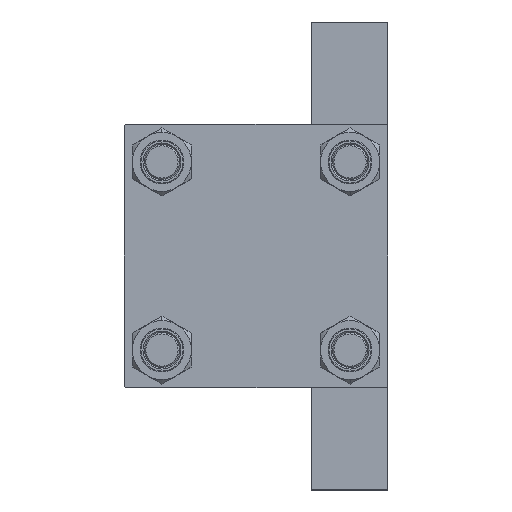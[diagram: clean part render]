
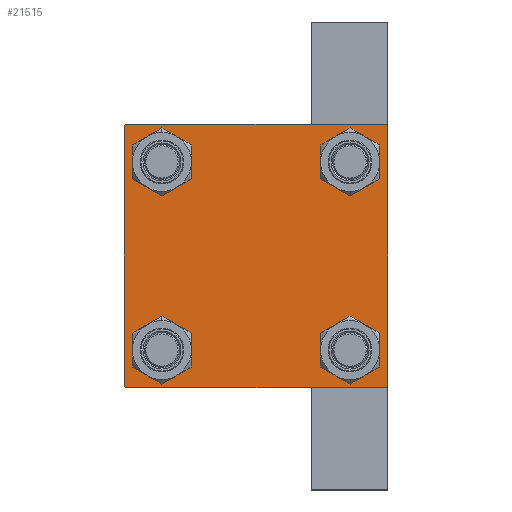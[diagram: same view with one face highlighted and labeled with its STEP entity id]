
A CAD part, left-side view. The second image highlights one B-rep face of the part: STEP entity #21515.
In plain terms, the highlighted planar face has unit normal (-1, 0, 0).
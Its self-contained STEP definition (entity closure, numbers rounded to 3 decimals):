
#51 = CARTESIAN_POINT ( 'NONE',  ( 0., 45., 45. ) ) ;
#1174 = DIRECTION ( 'NONE',  ( 0., 0., 1. ) ) ;
#1625 = DIRECTION ( 'NONE',  ( 0., -0.707, -0.707 ) ) ;
#1628 = VERTEX_POINT ( 'NONE', #20738 ) ;
#1724 = CARTESIAN_POINT ( 'NONE',  ( 0., 44.5, 45. ) ) ;
#1972 = EDGE_CURVE ( 'NONE', #43524, #3171, #35165, .T. ) ;
#2254 = LINE ( 'NONE', #36273, #10181 ) ;
#2388 = VERTEX_POINT ( 'NONE', #31262 ) ;
#2412 = CARTESIAN_POINT ( 'NONE',  ( 0., 44.5, -45. ) ) ;
#2817 = ORIENTED_EDGE ( 'NONE', *, *, #42668, .T. ) ;
#3171 = VERTEX_POINT ( 'NONE', #2412 ) ;
#3239 = CARTESIAN_POINT ( 'NONE',  ( 0., 32.15, -25.65 ) ) ;
#3535 = CIRCLE ( 'NONE', #30915, 6.5 ) ;
#4345 = AXIS2_PLACEMENT_3D ( 'NONE', #22332, #28729, #21856 ) ;
#5468 = LINE ( 'NONE', #20375, #13076 ) ;
#5939 = AXIS2_PLACEMENT_3D ( 'NONE', #30967, #23378, #23127 ) ;
#6914 = FACE_BOUND ( 'NONE', #22383, .T. ) ;
#7048 = CARTESIAN_POINT ( 'NONE',  ( 0., 45., 44.5 ) ) ;
#7244 = ORIENTED_EDGE ( 'NONE', *, *, #21927, .T. ) ;
#7907 = VERTEX_POINT ( 'NONE', #27209 ) ;
#9890 = DIRECTION ( 'NONE',  ( 1., 0., 0. ) ) ;
#10181 = VECTOR ( 'NONE', #16698, 1000. ) ;
#10354 = FACE_OUTER_BOUND ( 'NONE', #21514, .T. ) ;
#10431 = VERTEX_POINT ( 'NONE', #3239 ) ;
#10575 = LINE ( 'NONE', #51, #19246 ) ;
#11289 = DIRECTION ( 'NONE',  ( 0., -1., 0. ) ) ;
#11384 = CARTESIAN_POINT ( 'NONE',  ( 0., -32.15, -32.15 ) ) ;
#11392 = VERTEX_POINT ( 'NONE', #42468 ) ;
#11687 = DIRECTION ( 'NONE',  ( 1., 0., 0. ) ) ;
#11926 = CARTESIAN_POINT ( 'NONE',  ( 0., 32.15, 32.15 ) ) ;
#11964 = EDGE_CURVE ( 'NONE', #34768, #36344, #3535, .T. ) ;
#12083 = CARTESIAN_POINT ( 'NONE',  ( 0., -45., 45. ) ) ;
#12132 = CARTESIAN_POINT ( 'NONE',  ( 0., 44.75, -44.75 ) ) ;
#12341 = DIRECTION ( 'NONE',  ( 0., 0., -1. ) ) ;
#12702 = CIRCLE ( 'NONE', #22859, 6.5 ) ;
#12873 = ORIENTED_EDGE ( 'NONE', *, *, #1972, .T. ) ;
#12919 = ORIENTED_EDGE ( 'NONE', *, *, #14002, .T. ) ;
#13064 = CIRCLE ( 'NONE', #13828, 6.5 ) ;
#13076 = VECTOR ( 'NONE', #15733, 1000. ) ;
#13416 = CARTESIAN_POINT ( 'NONE',  ( 0., 45., -45. ) ) ;
#13656 = LINE ( 'NONE', #13416, #22085 ) ;
#13681 = DIRECTION ( 'NONE',  ( 0., 0.707, 0.707 ) ) ;
#13809 = DIRECTION ( 'NONE',  ( 0., 0., 1. ) ) ;
#13828 = AXIS2_PLACEMENT_3D ( 'NONE', #11384, #14352, #40541 ) ;
#13900 = DIRECTION ( 'NONE',  ( 0., -1., 0. ) ) ;
#14002 = EDGE_CURVE ( 'NONE', #7907, #10431, #48209, .T. ) ;
#14352 = DIRECTION ( 'NONE',  ( 1., 0., 0. ) ) ;
#14795 = VERTEX_POINT ( 'NONE', #22466 ) ;
#15120 = EDGE_CURVE ( 'NONE', #11392, #43882, #13064, .T. ) ;
#15379 = CARTESIAN_POINT ( 'NONE',  ( 0., 32.15, 38.65 ) ) ;
#15494 = VERTEX_POINT ( 'NONE', #1724 ) ;
#15678 = VERTEX_POINT ( 'NONE', #7048 ) ;
#15733 = DIRECTION ( 'NONE',  ( 0., 0.707, -0.707 ) ) ;
#16659 = ORIENTED_EDGE ( 'NONE', *, *, #26797, .F. ) ;
#16698 = DIRECTION ( 'NONE',  ( 0., 0., -1. ) ) ;
#16997 = AXIS2_PLACEMENT_3D ( 'NONE', #23292, #38967, #46066 ) ;
#17314 = DIRECTION ( 'NONE',  ( 0., 0., 1. ) ) ;
#18013 = VERTEX_POINT ( 'NONE', #23658 ) ;
#18346 = EDGE_LOOP ( 'NONE', ( #47361, #48106 ) ) ;
#19246 = VECTOR ( 'NONE', #11289, 1000. ) ;
#20043 = CARTESIAN_POINT ( 'NONE',  ( 0., -32.15, 32.15 ) ) ;
#20375 = CARTESIAN_POINT ( 'NONE',  ( 0., 44.75, 44.75 ) ) ;
#20603 = ORIENTED_EDGE ( 'NONE', *, *, #44905, .T. ) ;
#20738 = CARTESIAN_POINT ( 'NONE',  ( 0., -45., -44.5 ) ) ;
#21514 = EDGE_LOOP ( 'NONE', ( #26837, #12873, #35155, #2817, #40653, #45532, #16659, #28464 ) ) ;
#21515 = ADVANCED_FACE ( 'NONE', ( #6914, #21615, #32898, #43906, #10354 ), #47822, .T. ) ;
#21615 = FACE_BOUND ( 'NONE', #18346, .T. ) ;
#21631 = EDGE_LOOP ( 'NONE', ( #36646, #35506 ) ) ;
#21856 = DIRECTION ( 'NONE',  ( 0., 0., 1. ) ) ;
#21908 = LINE ( 'NONE', #40525, #42341 ) ;
#21927 = EDGE_CURVE ( 'NONE', #10431, #7907, #41891, .T. ) ;
#22085 = VECTOR ( 'NONE', #13900, 1000. ) ;
#22332 = CARTESIAN_POINT ( 'NONE',  ( 0., 0., 0. ) ) ;
#22383 = EDGE_LOOP ( 'NONE', ( #41064, #20603 ) ) ;
#22415 = AXIS2_PLACEMENT_3D ( 'NONE', #11926, #11687, #1174 ) ;
#22466 = CARTESIAN_POINT ( 'NONE',  ( 0., -45., 44.5 ) ) ;
#22859 = AXIS2_PLACEMENT_3D ( 'NONE', #40329, #29075, #17314 ) ;
#23127 = DIRECTION ( 'NONE',  ( 0., 0., 1. ) ) ;
#23292 = CARTESIAN_POINT ( 'NONE',  ( 0., 32.15, 32.15 ) ) ;
#23293 = EDGE_CURVE ( 'NONE', #43882, #11392, #28682, .T. ) ;
#23378 = DIRECTION ( 'NONE',  ( 1., 0., 0. ) ) ;
#23658 = CARTESIAN_POINT ( 'NONE',  ( 0., 32.15, 25.65 ) ) ;
#23683 = EDGE_CURVE ( 'NONE', #43852, #18013, #36510, .T. ) ;
#23892 = EDGE_CURVE ( 'NONE', #15494, #15678, #5468, .T. ) ;
#24303 = CARTESIAN_POINT ( 'NONE',  ( 0., -32.15, -32.15 ) ) ;
#24518 = VECTOR ( 'NONE', #12341, 1000. ) ;
#25951 = EDGE_CURVE ( 'NONE', #18013, #43852, #38828, .T. ) ;
#26021 = VECTOR ( 'NONE', #1625, 1000. ) ;
#26797 = EDGE_CURVE ( 'NONE', #15494, #47417, #10575, .T. ) ;
#26837 = ORIENTED_EDGE ( 'NONE', *, *, #35616, .T. ) ;
#27209 = CARTESIAN_POINT ( 'NONE',  ( 0., 32.15, -38.65 ) ) ;
#28464 = ORIENTED_EDGE ( 'NONE', *, *, #23892, .T. ) ;
#28682 = CIRCLE ( 'NONE', #29454, 6.5 ) ;
#28729 = DIRECTION ( 'NONE',  ( -1., 0., 0. ) ) ;
#29075 = DIRECTION ( 'NONE',  ( 1., 0., 0. ) ) ;
#29168 = DIRECTION ( 'NONE',  ( 0., 0., 1. ) ) ;
#29454 = AXIS2_PLACEMENT_3D ( 'NONE', #24303, #39238, #29168 ) ;
#30089 = CARTESIAN_POINT ( 'NONE',  ( 0., -32.15, -38.65 ) ) ;
#30603 = CARTESIAN_POINT ( 'NONE',  ( 0., -32.15, 38.65 ) ) ;
#30678 = EDGE_CURVE ( 'NONE', #14795, #47417, #38928, .T. ) ;
#30837 = DIRECTION ( 'NONE',  ( 0., 0., 1. ) ) ;
#30915 = AXIS2_PLACEMENT_3D ( 'NONE', #20043, #41853, #30837 ) ;
#30967 = CARTESIAN_POINT ( 'NONE',  ( 0., 32.15, -32.15 ) ) ;
#31262 = CARTESIAN_POINT ( 'NONE',  ( 0., -44.5, -45. ) ) ;
#32898 = FACE_BOUND ( 'NONE', #39729, .T. ) ;
#34566 = DIRECTION ( 'NONE',  ( 0., -0.707, 0.707 ) ) ;
#34768 = VERTEX_POINT ( 'NONE', #30603 ) ;
#35155 = ORIENTED_EDGE ( 'NONE', *, *, #44081, .T. ) ;
#35165 = LINE ( 'NONE', #12132, #26021 ) ;
#35255 = CARTESIAN_POINT ( 'NONE',  ( 0., -44.75, 44.75 ) ) ;
#35506 = ORIENTED_EDGE ( 'NONE', *, *, #25951, .T. ) ;
#35616 = EDGE_CURVE ( 'NONE', #15678, #43524, #2254, .T. ) ;
#35857 = VECTOR ( 'NONE', #13681, 1000. ) ;
#36273 = CARTESIAN_POINT ( 'NONE',  ( 0., 45., 45. ) ) ;
#36344 = VERTEX_POINT ( 'NONE', #39007 ) ;
#36510 = CIRCLE ( 'NONE', #22415, 6.5 ) ;
#36567 = CARTESIAN_POINT ( 'NONE',  ( 0., 32.15, -32.15 ) ) ;
#36646 = ORIENTED_EDGE ( 'NONE', *, *, #23683, .T. ) ;
#38828 = CIRCLE ( 'NONE', #16997, 6.5 ) ;
#38928 = LINE ( 'NONE', #35255, #35857 ) ;
#38967 = DIRECTION ( 'NONE',  ( 1., 0., 0. ) ) ;
#39007 = CARTESIAN_POINT ( 'NONE',  ( 0., -32.15, 25.65 ) ) ;
#39238 = DIRECTION ( 'NONE',  ( 1., 0., 0. ) ) ;
#39729 = EDGE_LOOP ( 'NONE', ( #7244, #12919 ) ) ;
#40329 = CARTESIAN_POINT ( 'NONE',  ( 0., -32.15, 32.15 ) ) ;
#40525 = CARTESIAN_POINT ( 'NONE',  ( 0., -44.75, -44.75 ) ) ;
#40541 = DIRECTION ( 'NONE',  ( 0., 0., 1. ) ) ;
#40653 = ORIENTED_EDGE ( 'NONE', *, *, #46651, .F. ) ;
#40688 = CARTESIAN_POINT ( 'NONE',  ( 0., 45., -44.5 ) ) ;
#41064 = ORIENTED_EDGE ( 'NONE', *, *, #11964, .T. ) ;
#41853 = DIRECTION ( 'NONE',  ( 1., 0., 0. ) ) ;
#41891 = CIRCLE ( 'NONE', #5939, 6.5 ) ;
#42341 = VECTOR ( 'NONE', #34566, 1000. ) ;
#42468 = CARTESIAN_POINT ( 'NONE',  ( 0., -32.15, -25.65 ) ) ;
#42668 = EDGE_CURVE ( 'NONE', #2388, #1628, #21908, .T. ) ;
#43305 = CARTESIAN_POINT ( 'NONE',  ( 0., -44.5, 45. ) ) ;
#43495 = AXIS2_PLACEMENT_3D ( 'NONE', #36567, #9890, #13809 ) ;
#43524 = VERTEX_POINT ( 'NONE', #40688 ) ;
#43852 = VERTEX_POINT ( 'NONE', #15379 ) ;
#43882 = VERTEX_POINT ( 'NONE', #30089 ) ;
#43906 = FACE_BOUND ( 'NONE', #21631, .T. ) ;
#44081 = EDGE_CURVE ( 'NONE', #3171, #2388, #13656, .T. ) ;
#44905 = EDGE_CURVE ( 'NONE', #36344, #34768, #12702, .T. ) ;
#45532 = ORIENTED_EDGE ( 'NONE', *, *, #30678, .T. ) ;
#45634 = LINE ( 'NONE', #12083, #24518 ) ;
#46066 = DIRECTION ( 'NONE',  ( 0., 0., 1. ) ) ;
#46651 = EDGE_CURVE ( 'NONE', #14795, #1628, #45634, .T. ) ;
#47361 = ORIENTED_EDGE ( 'NONE', *, *, #15120, .T. ) ;
#47417 = VERTEX_POINT ( 'NONE', #43305 ) ;
#47822 = PLANE ( 'NONE',  #4345 ) ;
#48106 = ORIENTED_EDGE ( 'NONE', *, *, #23293, .T. ) ;
#48209 = CIRCLE ( 'NONE', #43495, 6.5 ) ;
